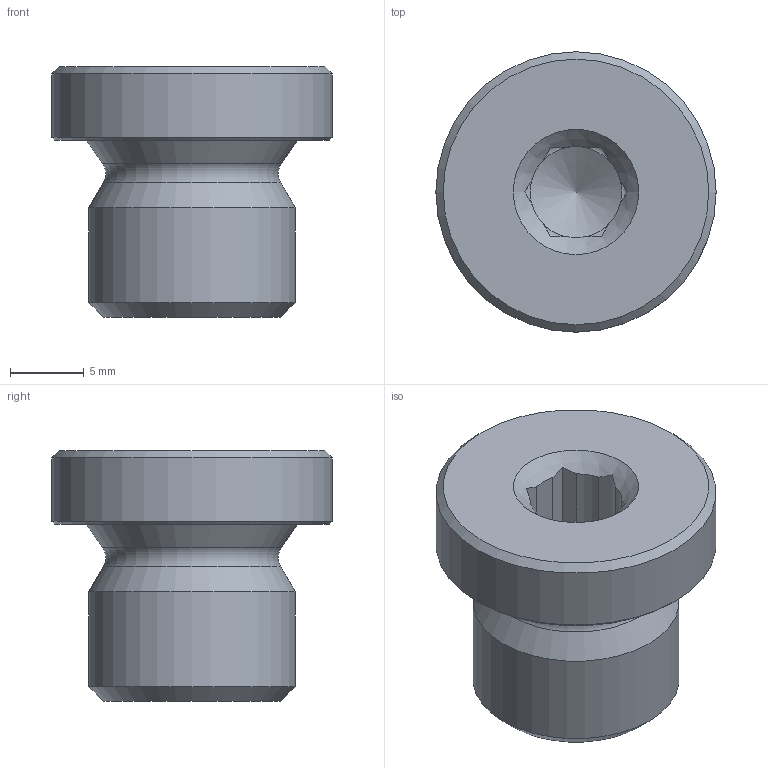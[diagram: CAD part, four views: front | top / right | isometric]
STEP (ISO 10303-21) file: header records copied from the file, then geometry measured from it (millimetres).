
FILE_DESCRIPTION((''),'2;1');
FILE_NAME('7200014.stp','2014-10-07T09:56:13',(''),('KNOMI spol. s r. o.'),'Autodesk Inventor 2012','Autodesk Inventor 2012','');
FILE_SCHEMA(('AUTOMOTIVE_DESIGN { 1 2 10303 214 0 1 1 1 }'));
Length unit declared in the file: millimetre
Products named in the file (1): ZKA M14
Bounding box: 19 x 19 x 17 mm (x, y, z)
Volume: 2752.9 mm3; surface area: 1557.8 mm2
Topology: 1 solids, 1 shells, 34 faces, 84 edges, 53 vertices
Faces by surface type: plane 15, cylinder 9, cone 7, torus 3
Full cylindrical faces by diameter (mm): 7.2 x1, 14 x1, 19 x1
Entity records: 960 total; most frequent: CARTESIAN_POINT 237, DIRECTION 140, ORIENTED_EDGE 136, EDGE_CURVE 68, AXIS2_PLACEMENT_3D 61, VERTEX_POINT 50, EDGE_LOOP 48, FACE_OUTER_BOUND 34
